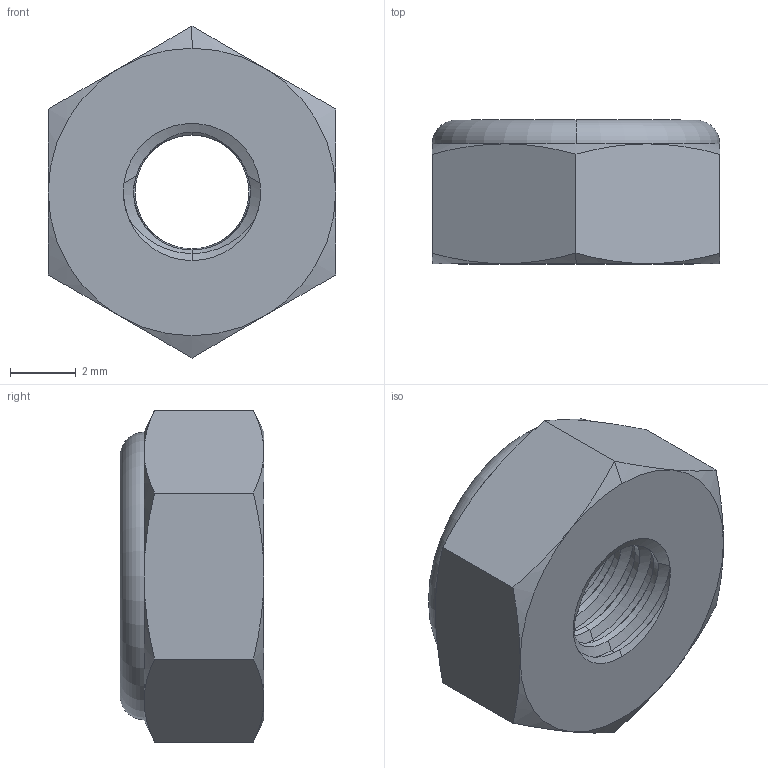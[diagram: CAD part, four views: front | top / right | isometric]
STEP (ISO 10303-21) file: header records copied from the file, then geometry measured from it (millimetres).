
FILE_DESCRIPTION (( 'STEP AP203' ), '1' );
FILE_NAME ('90101A009_18-8 Stainless Steel Thin Nylon-Insert Locknut.STEP', '2021-07-09T06:41:41', ( 'Administrator' ), ( 'Managed by Terraform' ), 'SwSTEP 2.0', 'SolidWorks 2017', '' );
FILE_SCHEMA (( 'CONFIG_CONTROL_DESIGN' ));
Length unit declared in the file: inch
Products named in the file (1): 90101A009_18-8 Stainless Steel Thin Nylon-Insert Locknut
Bounding box: 8.73 x 4.37 x 10.08 mm (x, y, z)
Volume: 220.6 mm3; surface area: 464.5 mm2
Topology: 2 solids, 2 shells, 81 faces, 175 edges, 100 vertices
Faces by surface type: cone 39, cylinder 24, plane 12, torus 6
Entity records: 2783 total; most frequent: CARTESIAN_POINT 1031, ORIENTED_EDGE 350, DIRECTION 343, EDGE_CURVE 175, AXIS2_PLACEMENT_3D 148, VERTEX_POINT 100, EDGE_LOOP 87, ADVANCED_FACE 81
